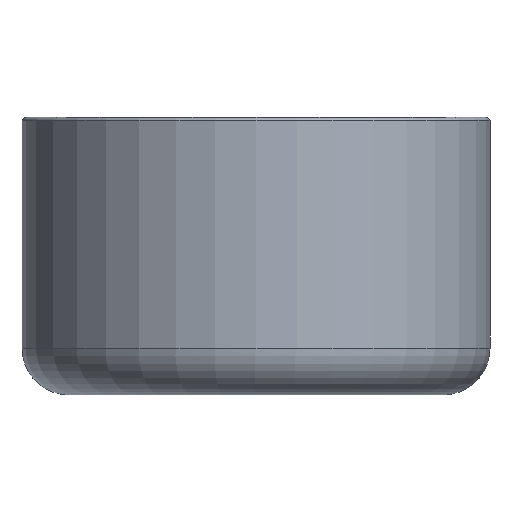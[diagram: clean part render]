
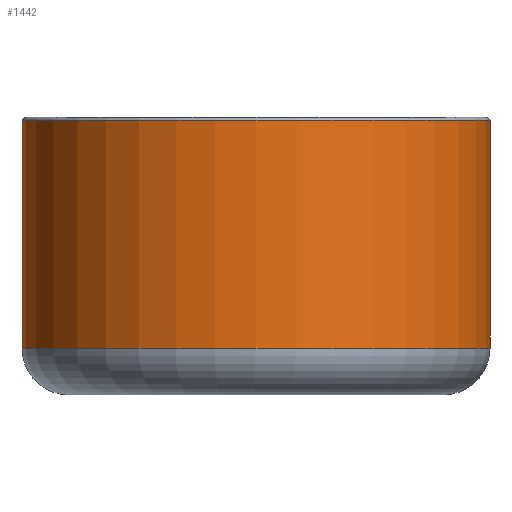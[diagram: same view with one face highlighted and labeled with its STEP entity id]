
A CAD part, left-side view. The second image highlights one B-rep face of the part: STEP entity #1442.
In plain terms, the highlighted cylindrical face has radius 15 mm (diameter 30 mm), a partial arc.
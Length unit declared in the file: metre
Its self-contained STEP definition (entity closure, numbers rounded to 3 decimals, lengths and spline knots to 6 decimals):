
#410=CARTESIAN_POINT('',(-0.015,0.,-0.0146));
#411=DIRECTION('',(0.,0.,-1.));
#412=DIRECTION('',(-1.,0.,0.));
#413=AXIS2_PLACEMENT_3D('',#410,#411,#412);
#415=CARTESIAN_POINT('',(-0.015,0.,-0.0146));
#416=DIRECTION('',(0.,0.,-1.));
#417=DIRECTION('',(0.,-1.,0.));
#418=AXIS2_PLACEMENT_3D('',#415,#416,#417);
#435=DIRECTION('',(0.,0.,1.));
#436=VECTOR('',#435,0.0146);
#437=CARTESIAN_POINT('',(-0.015,-0.015,-0.0146));
#438=LINE('',#437,#436);
#439=DIRECTION('',(0.,0.,-1.));
#440=VECTOR('',#439,0.0146);
#441=CARTESIAN_POINT('',(-0.015,0.015,0.));
#442=LINE('',#441,#440);
#463=CARTESIAN_POINT('',(-0.015,0.,0.));
#464=DIRECTION('',(0.,0.,1.));
#465=DIRECTION('',(-1.,0.,0.));
#466=AXIS2_PLACEMENT_3D('',#463,#464,#465);
#468=CARTESIAN_POINT('',(-0.015,0.,0.));
#469=DIRECTION('',(0.,0.,1.));
#470=DIRECTION('',(0.,1.,0.));
#471=AXIS2_PLACEMENT_3D('',#468,#469,#470);
#1093=CARTESIAN_POINT('',(-0.015,0.015,0.));
#1094=CARTESIAN_POINT('',(-0.03,0.,0.));
#1095=VERTEX_POINT('',#1093);
#1096=VERTEX_POINT('',#1094);
#1097=CARTESIAN_POINT('',(-0.015,-0.015,0.));
#1098=VERTEX_POINT('',#1097);
#1109=CARTESIAN_POINT('',(-0.015,0.015,-0.0146));
#1110=VERTEX_POINT('',#1109);
#1115=CARTESIAN_POINT('',(-0.015,-0.015,-0.0146));
#1116=VERTEX_POINT('',#1115);
#1265=CARTESIAN_POINT('',(-0.03,0.,-0.0146));
#1266=VERTEX_POINT('',#1265);
#1425=CARTESIAN_POINT('',(-0.015,0.,-0.01849));
#1426=DIRECTION('',(0.,0.,1.));
#1427=DIRECTION('',(1.,0.,0.));
#1428=AXIS2_PLACEMENT_3D('',#1425,#1426,#1427);
#1429=CYLINDRICAL_SURFACE('',#1428,0.015);
#1431=ORIENTED_EDGE('',*,*,#1430,.T.);
#1433=ORIENTED_EDGE('',*,*,#1432,.F.);
#1434=ORIENTED_EDGE('',*,*,#1406,.T.);
#1435=ORIENTED_EDGE('',*,*,#1404,.T.);
#1437=ORIENTED_EDGE('',*,*,#1436,.F.);
#1439=ORIENTED_EDGE('',*,*,#1438,.T.);
#1440=EDGE_LOOP('',(#1431,#1433,#1434,#1435,#1437,#1439));
#1441=FACE_OUTER_BOUND('',#1440,.F.);
#414=CIRCLE('',#413,0.015);
#419=CIRCLE('',#418,0.015);
#467=CIRCLE('',#466,0.015);
#472=CIRCLE('',#471,0.015);
#1404=EDGE_CURVE('',#1266,#1110,#414,.T.);
#1406=EDGE_CURVE('',#1116,#1266,#419,.T.);
#1430=EDGE_CURVE('',#1096,#1098,#467,.T.);
#1432=EDGE_CURVE('',#1116,#1098,#438,.T.);
#1436=EDGE_CURVE('',#1095,#1110,#442,.T.);
#1438=EDGE_CURVE('',#1095,#1096,#472,.T.);
#1442=ADVANCED_FACE('',(#1441),#1429,.T.);
